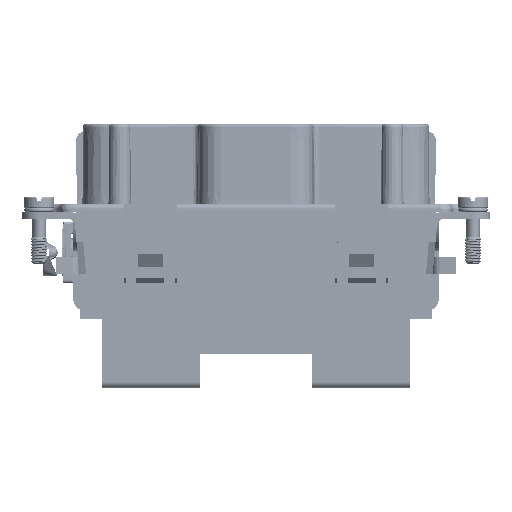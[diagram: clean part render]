
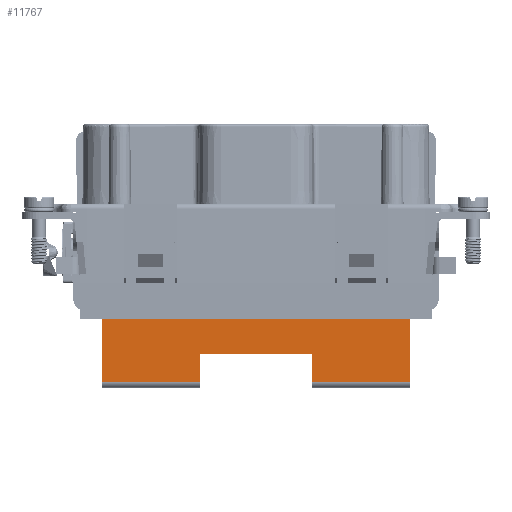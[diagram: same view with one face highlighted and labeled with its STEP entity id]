
A CAD part, front view. The second image highlights one B-rep face of the part: STEP entity #11767.
In plain terms, the highlighted planar face has unit normal (0, -1, 0).
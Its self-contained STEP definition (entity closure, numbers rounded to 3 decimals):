
#11767=ADVANCED_FACE('',(#18899),#15513,.T.);
#15513=PLANE('',#94822);
#18899=FACE_OUTER_BOUND('',#23916,.T.);
#23916=EDGE_LOOP('',(#42254,#42255,#42256,#42257,#42258,#42259,#42260,#42261));
#42254=ORIENTED_EDGE('',*,*,#68942,.F.);
#42255=ORIENTED_EDGE('',*,*,#67910,.T.);
#42256=ORIENTED_EDGE('',*,*,#63214,.T.);
#42257=ORIENTED_EDGE('',*,*,#69514,.F.);
#42258=ORIENTED_EDGE('',*,*,#62278,.F.);
#42259=ORIENTED_EDGE('',*,*,#68036,.F.);
#42260=ORIENTED_EDGE('',*,*,#69515,.T.);
#42261=ORIENTED_EDGE('',*,*,#69516,.T.);
#53212=VERTEX_POINT('',#124161);
#53213=VERTEX_POINT('',#124163);
#53827=VERTEX_POINT('',#126221);
#53828=VERTEX_POINT('',#126223);
#57013=VERTEX_POINT('',#177242);
#57103=VERTEX_POINT('',#177508);
#57655=VERTEX_POINT('',#179350);
#57998=VERTEX_POINT('',#180488);
#62278=EDGE_CURVE('',#53212,#53213,#75102,.T.);
#63214=EDGE_CURVE('',#53828,#53827,#75793,.T.);
#67910=EDGE_CURVE('',#57013,#53828,#78833,.T.);
#68036=EDGE_CURVE('',#57103,#53212,#78920,.T.);
#68942=EDGE_CURVE('',#57013,#57655,#79735,.T.);
#69514=EDGE_CURVE('',#53213,#53827,#80241,.T.);
#69515=EDGE_CURVE('',#57103,#57998,#80242,.T.);
#69516=EDGE_CURVE('',#57998,#57655,#80243,.T.);
#75102=LINE('',#124162,#82945);
#75793=LINE('',#126222,#83636);
#78833=LINE('',#177244,#86676);
#78920=LINE('',#177509,#86763);
#79735=LINE('',#179349,#87578);
#80241=LINE('',#180486,#88084);
#80242=LINE('',#180487,#88085);
#80243=LINE('',#180489,#88086);
#82945=VECTOR('',#99664,1.);
#83636=VECTOR('',#101509,1.);
#86676=VECTOR('',#110751,1.);
#86763=VECTOR('',#111014,1.);
#87578=VECTOR('',#112665,1.);
#88084=VECTOR('',#113683,1.);
#88085=VECTOR('',#113684,1.);
#88086=VECTOR('',#113685,1.);
#94822=AXIS2_PLACEMENT_3D('',#180490,#113686,#113687);
#99664=DIRECTION('',(0.,0.,1.));
#101509=DIRECTION('',(0.,0.,1.));
#110751=DIRECTION('',(1.,0.,0.));
#111014=DIRECTION('',(-1.,0.,0.));
#112665=DIRECTION('',(0.,0.,1.));
#113683=DIRECTION('',(1.,0.,0.));
#113684=DIRECTION('',(0.,0.,1.));
#113685=DIRECTION('',(1.,0.,0.));
#113686=DIRECTION('',(0.,-1.,0.));
#113687=DIRECTION('',(0.,0.,-1.));
#124161=CARTESIAN_POINT('',(-27.45,-15.45,-5.));
#124162=CARTESIAN_POINT('',(-27.45,-15.45,-5.5));
#124163=CARTESIAN_POINT('',(-27.45,-15.45,6.3));
#126221=CARTESIAN_POINT('',(27.45,-15.45,6.3));
#126222=CARTESIAN_POINT('',(27.45,-15.45,-5.5));
#126223=CARTESIAN_POINT('',(27.45,-15.45,-5.));
#177242=CARTESIAN_POINT('',(10.,-15.45,-5.));
#177244=CARTESIAN_POINT('',(27.45,-15.45,-5.));
#177508=CARTESIAN_POINT('',(-10.,-15.45,-5.));
#177509=CARTESIAN_POINT('',(-27.45,-15.45,-5.));
#179349=CARTESIAN_POINT('',(10.,-15.45,-5.5));
#179350=CARTESIAN_POINT('',(10.,-15.45,0.));
#180486=CARTESIAN_POINT('',(10.,-15.45,6.3));
#180487=CARTESIAN_POINT('',(-10.,-15.45,-5.5));
#180488=CARTESIAN_POINT('',(-10.,-15.45,0.));
#180489=CARTESIAN_POINT('',(0.,-15.45,0.));
#180490=CARTESIAN_POINT('',(10.,-15.45,-5.5));
